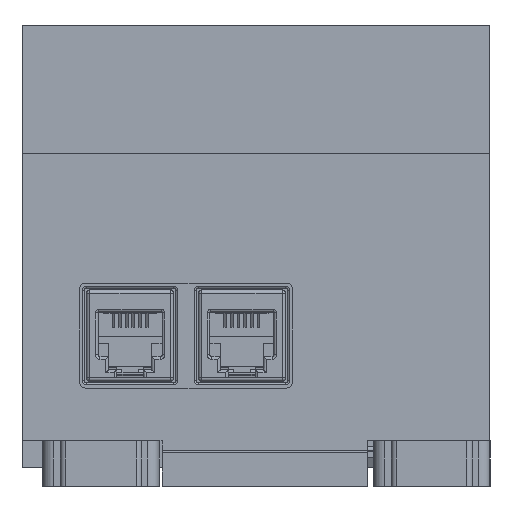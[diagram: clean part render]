
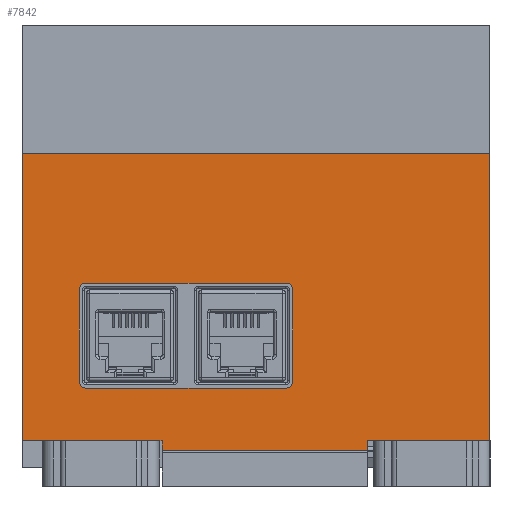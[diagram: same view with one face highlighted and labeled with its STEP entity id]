
A CAD part, front view. The second image highlights one B-rep face of the part: STEP entity #7842.
In plain terms, the highlighted planar face has unit normal (0, -1, 0).
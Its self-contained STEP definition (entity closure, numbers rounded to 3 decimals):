
#1045=DIRECTION('',(-1.,0.,0.));
#1046=VECTOR('',#1045,71.7);
#1047=CARTESIAN_POINT('',(71.7,6.529,51.));
#1048=LINE('',#1047,#1046);
#1059=DIRECTION('',(-1.,0.,0.));
#1060=VECTOR('',#1059,0.995);
#1061=CARTESIAN_POINT('',(53.905,6.529,7.));
#1062=LINE('',#1061,#1060);
#1063=DIRECTION('',(-1.,0.,0.));
#1064=VECTOR('',#1063,0.5);
#1065=CARTESIAN_POINT('',(21.48,6.529,7.));
#1066=LINE('',#1065,#1064);
#1067=DIRECTION('',(-1.,0.,0.));
#1068=VECTOR('',#1067,17.8);
#1069=CARTESIAN_POINT('',(20.98,6.529,7.));
#1070=LINE('',#1069,#1068);
#1071=DIRECTION('',(-1.,0.,0.));
#1072=VECTOR('',#1071,3.18);
#1073=CARTESIAN_POINT('',(3.18,6.529,7.));
#1074=LINE('',#1073,#1072);
#1075=DIRECTION('',(0.,0.,-1.));
#1076=VECTOR('',#1075,44.);
#1077=CARTESIAN_POINT('',(0.,6.529,51.));
#1078=LINE('',#1077,#1076);
#1079=DIRECTION('',(0.,0.,1.));
#1080=VECTOR('',#1079,44.);
#1081=CARTESIAN_POINT('',(71.701,6.529,7.));
#1082=LINE('',#1081,#1080);
#1083=CARTESIAN_POINT('',(9.76,6.529,16.07));
#1084=DIRECTION('',(0.,-1.,0.));
#1085=DIRECTION('',(-1.,0.,0.));
#1086=AXIS2_PLACEMENT_3D('',#1083,#1084,#1085);
#1088=CARTESIAN_POINT('',(40.51,6.529,16.07));
#1089=DIRECTION('',(0.,-1.,0.));
#1090=DIRECTION('',(0.,0.,-1.));
#1091=AXIS2_PLACEMENT_3D('',#1088,#1089,#1090);
#1093=CARTESIAN_POINT('',(40.51,6.529,30.17));
#1094=DIRECTION('',(0.,-1.,0.));
#1095=DIRECTION('',(1.,0.,0.));
#1096=AXIS2_PLACEMENT_3D('',#1093,#1094,#1095);
#1098=CARTESIAN_POINT('',(9.76,6.529,30.17));
#1099=DIRECTION('',(0.,-1.,0.));
#1100=DIRECTION('',(0.,0.,1.));
#1101=AXIS2_PLACEMENT_3D('',#1098,#1099,#1100);
#1103=DIRECTION('',(-1.,0.,0.));
#1104=VECTOR('',#1103,17.796);
#1105=CARTESIAN_POINT('',(71.701,6.529,7.));
#1106=LINE('',#1105,#1104);
#2642=DIRECTION('',(0.,0.,1.));
#2643=VECTOR('',#2642,1.49);
#2644=CARTESIAN_POINT('',(21.48,6.529,5.51));
#2645=LINE('',#2644,#2643);
#2658=DIRECTION('',(1.,0.,0.));
#2659=VECTOR('',#2658,31.43);
#2660=CARTESIAN_POINT('',(21.48,6.529,5.51));
#2661=LINE('',#2660,#2659);
#2662=DIRECTION('',(0.,0.,1.));
#2663=VECTOR('',#2662,1.49);
#2664=CARTESIAN_POINT('',(52.91,6.529,5.51));
#2665=LINE('',#2664,#2663);
#4185=DIRECTION('',(0.,0.,1.));
#4186=VECTOR('',#4185,14.1);
#4187=CARTESIAN_POINT('',(8.76,6.529,16.07));
#4188=LINE('',#4187,#4186);
#4261=DIRECTION('',(1.,0.,0.));
#4262=VECTOR('',#4261,30.75);
#4263=CARTESIAN_POINT('',(9.76,6.529,31.17));
#4264=LINE('',#4263,#4262);
#4277=DIRECTION('',(0.,0.,-1.));
#4278=VECTOR('',#4277,14.1);
#4279=CARTESIAN_POINT('',(41.51,6.529,30.17));
#4280=LINE('',#4279,#4278);
#4297=DIRECTION('',(-1.,0.,0.));
#4298=VECTOR('',#4297,30.75);
#4299=CARTESIAN_POINT('',(40.51,6.529,15.07));
#4300=LINE('',#4299,#4298);
#4848=CARTESIAN_POINT('',(0.,6.529,7.));
#4849=VERTEX_POINT('',#4848);
#4850=CARTESIAN_POINT('',(0.,6.529,51.));
#4851=VERTEX_POINT('',#4850);
#4974=CARTESIAN_POINT('',(71.701,6.529,7.));
#4975=VERTEX_POINT('',#4974);
#4976=CARTESIAN_POINT('',(71.7,6.529,51.));
#4977=VERTEX_POINT('',#4976);
#5012=CARTESIAN_POINT('',(3.18,6.529,7.));
#5013=VERTEX_POINT('',#5012);
#5056=CARTESIAN_POINT('',(53.905,6.529,7.));
#5057=VERTEX_POINT('',#5056);
#5058=CARTESIAN_POINT('',(52.91,6.529,7.));
#5059=VERTEX_POINT('',#5058);
#5064=CARTESIAN_POINT('',(21.48,6.529,7.));
#5065=VERTEX_POINT('',#5064);
#5066=CARTESIAN_POINT('',(20.98,6.529,7.));
#5067=VERTEX_POINT('',#5066);
#5176=CARTESIAN_POINT('',(21.48,6.529,5.51));
#5177=VERTEX_POINT('',#5176);
#5178=CARTESIAN_POINT('',(52.91,6.529,5.51));
#5179=VERTEX_POINT('',#5178);
#5180=CARTESIAN_POINT('',(8.76,6.529,16.07));
#5181=CARTESIAN_POINT('',(8.76,6.529,30.17));
#5182=VERTEX_POINT('',#5180);
#5183=VERTEX_POINT('',#5181);
#5184=CARTESIAN_POINT('',(9.76,6.529,31.17));
#5185=VERTEX_POINT('',#5184);
#5186=CARTESIAN_POINT('',(40.51,6.529,31.17));
#5187=VERTEX_POINT('',#5186);
#5188=CARTESIAN_POINT('',(41.51,6.529,30.17));
#5189=VERTEX_POINT('',#5188);
#5190=CARTESIAN_POINT('',(41.51,6.529,16.07));
#5191=VERTEX_POINT('',#5190);
#5192=CARTESIAN_POINT('',(40.51,6.529,15.07));
#5193=VERTEX_POINT('',#5192);
#5194=CARTESIAN_POINT('',(9.76,6.529,15.07));
#5195=VERTEX_POINT('',#5194);
#7798=CARTESIAN_POINT('',(35.85,6.529,28.255));
#7799=DIRECTION('',(0.,1.,0.));
#7800=DIRECTION('',(0.,0.,-1.));
#7801=AXIS2_PLACEMENT_3D('',#7798,#7799,#7800);
#7802=PLANE('',#7801);
#7804=ORIENTED_EDGE('',*,*,#7803,.T.);
#7806=ORIENTED_EDGE('',*,*,#7805,.T.);
#7808=ORIENTED_EDGE('',*,*,#7807,.F.);
#7810=ORIENTED_EDGE('',*,*,#7809,.F.);
#7812=ORIENTED_EDGE('',*,*,#7811,.T.);
#7814=ORIENTED_EDGE('',*,*,#7813,.T.);
#7816=ORIENTED_EDGE('',*,*,#7815,.T.);
#7818=ORIENTED_EDGE('',*,*,#7817,.T.);
#7819=ORIENTED_EDGE('',*,*,#6761,.F.);
#7820=ORIENTED_EDGE('',*,*,#7787,.F.);
#7821=ORIENTED_EDGE('',*,*,#6355,.F.);
#7822=EDGE_LOOP('',(#7804,#7806,#7808,#7810,#7812,#7814,#7816,#7818,#7819,#7820,
#7821));
#7823=FACE_OUTER_BOUND('',#7822,.F.);
#7825=ORIENTED_EDGE('',*,*,#7824,.F.);
#7827=ORIENTED_EDGE('',*,*,#7826,.T.);
#7829=ORIENTED_EDGE('',*,*,#7828,.F.);
#7831=ORIENTED_EDGE('',*,*,#7830,.T.);
#7833=ORIENTED_EDGE('',*,*,#7832,.F.);
#7835=ORIENTED_EDGE('',*,*,#7834,.T.);
#7837=ORIENTED_EDGE('',*,*,#7836,.F.);
#7839=ORIENTED_EDGE('',*,*,#7838,.T.);
#7840=EDGE_LOOP('',(#7825,#7827,#7829,#7831,#7833,#7835,#7837,#7839));
#7841=FACE_BOUND('',#7840,.F.);
#7842=ADVANCED_FACE('',(#7823,#7841),#7802,.F.);
#1087=CIRCLE('',#1086,1.);
#1092=CIRCLE('',#1091,1.);
#1097=CIRCLE('',#1096,1.);
#1102=CIRCLE('',#1101,1.);
#6355=EDGE_CURVE('',#4975,#4977,#1082,.T.);
#6761=EDGE_CURVE('',#4851,#4849,#1078,.T.);
#7787=EDGE_CURVE('',#4977,#4851,#1048,.T.);
#7803=EDGE_CURVE('',#4975,#5057,#1106,.T.);
#7805=EDGE_CURVE('',#5057,#5059,#1062,.T.);
#7807=EDGE_CURVE('',#5179,#5059,#2665,.T.);
#7809=EDGE_CURVE('',#5177,#5179,#2661,.T.);
#7811=EDGE_CURVE('',#5177,#5065,#2645,.T.);
#7813=EDGE_CURVE('',#5065,#5067,#1066,.T.);
#7815=EDGE_CURVE('',#5067,#5013,#1070,.T.);
#7817=EDGE_CURVE('',#5013,#4849,#1074,.T.);
#7824=EDGE_CURVE('',#5182,#5183,#4188,.T.);
#7826=EDGE_CURVE('',#5182,#5195,#1087,.T.);
#7828=EDGE_CURVE('',#5193,#5195,#4300,.T.);
#7830=EDGE_CURVE('',#5193,#5191,#1092,.T.);
#7832=EDGE_CURVE('',#5189,#5191,#4280,.T.);
#7834=EDGE_CURVE('',#5189,#5187,#1097,.T.);
#7836=EDGE_CURVE('',#5185,#5187,#4264,.T.);
#7838=EDGE_CURVE('',#5185,#5183,#1102,.T.);
